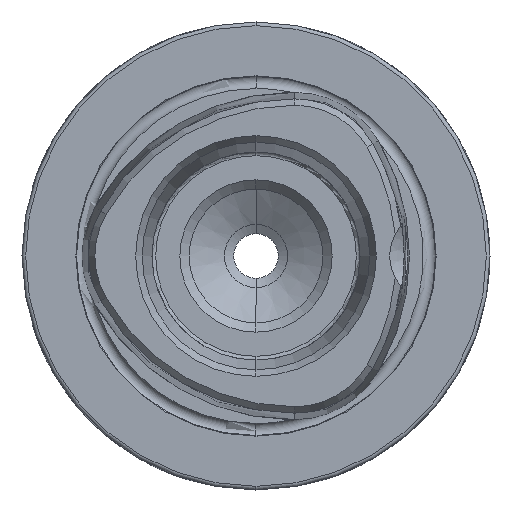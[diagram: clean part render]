
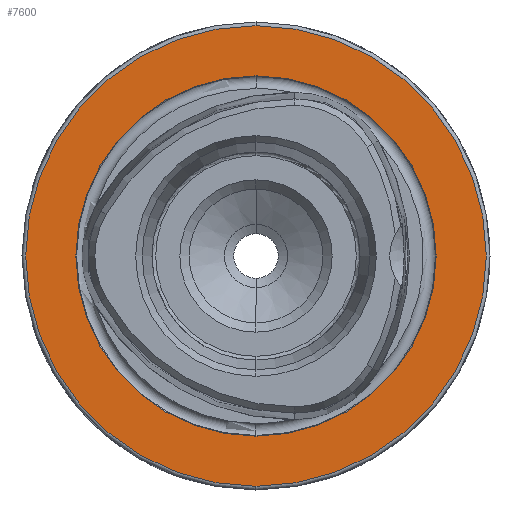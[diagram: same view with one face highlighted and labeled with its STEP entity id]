
A CAD part, left-side view. The second image highlights one B-rep face of the part: STEP entity #7600.
In plain terms, the highlighted planar face has unit normal (-1, 0, 0).
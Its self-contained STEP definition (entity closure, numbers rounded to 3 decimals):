
#155 = CARTESIAN_POINT ( 'NONE',  ( 0., 0., 31. ) ) ;
#192 = FACE_BOUND ( 'NONE', #11251, .T. ) ;
#350 = CARTESIAN_POINT ( 'NONE',  ( 0., 0., 0. ) ) ;
#356 = CARTESIAN_POINT ( 'NONE',  ( 0., 0., 0. ) ) ;
#357 = CARTESIAN_POINT ( 'NONE',  ( 0., 0., 24.25 ) ) ;
#394 = EDGE_CURVE ( 'NONE', #1821, #10879, #7116, .T. ) ;
#1341 = DIRECTION ( 'NONE',  ( -1., 0., 0. ) ) ;
#1696 = AXIS2_PLACEMENT_3D ( 'NONE', #356, #10521, #3454 ) ;
#1715 = EDGE_CURVE ( 'NONE', #9760, #10922, #9766, .T. ) ;
#1741 = FACE_OUTER_BOUND ( 'NONE', #7963, .T. ) ;
#1821 = VERTEX_POINT ( 'NONE', #155 ) ;
#2309 = PLANE ( 'NONE',  #6745 ) ;
#2967 = ORIENTED_EDGE ( 'NONE', *, *, #394, .T. ) ;
#3454 = DIRECTION ( 'NONE',  ( 0., 0., 1. ) ) ;
#4357 = DIRECTION ( 'NONE',  ( 0., 0., 1. ) ) ;
#5252 = DIRECTION ( 'NONE',  ( -1., 0., 0. ) ) ;
#5410 = DIRECTION ( 'NONE',  ( -1., 0., 0. ) ) ;
#6304 = CARTESIAN_POINT ( 'NONE',  ( 0., 0., 0. ) ) ;
#6392 = DIRECTION ( 'NONE',  ( 1., 0., 0. ) ) ;
#6668 = CIRCLE ( 'NONE', #12410, 24.25 ) ;
#6683 = CIRCLE ( 'NONE', #9085, 31. ) ;
#6745 = AXIS2_PLACEMENT_3D ( 'NONE', #12498, #6392, #12577 ) ;
#7116 = CIRCLE ( 'NONE', #1696, 31. ) ;
#7600 = ADVANCED_FACE ( 'NONE', ( #192, #1741 ), #2309, .F. ) ;
#7963 = EDGE_LOOP ( 'NONE', ( #2967, #8313 ) ) ;
#8227 = AXIS2_PLACEMENT_3D ( 'NONE', #350, #5410, #8429 ) ;
#8313 = ORIENTED_EDGE ( 'NONE', *, *, #11709, .T. ) ;
#8429 = DIRECTION ( 'NONE',  ( 0., 0., 1. ) ) ;
#8546 = ORIENTED_EDGE ( 'NONE', *, *, #1715, .F. ) ;
#8835 = CARTESIAN_POINT ( 'NONE',  ( 0., 0., -31. ) ) ;
#9085 = AXIS2_PLACEMENT_3D ( 'NONE', #6304, #1341, #4357 ) ;
#9760 = VERTEX_POINT ( 'NONE', #357 ) ;
#9766 = CIRCLE ( 'NONE', #8227, 24.25 ) ;
#9982 = CARTESIAN_POINT ( 'NONE',  ( 0., 0., 0. ) ) ;
#10521 = DIRECTION ( 'NONE',  ( -1., 0., 0. ) ) ;
#10879 = VERTEX_POINT ( 'NONE', #8835 ) ;
#10922 = VERTEX_POINT ( 'NONE', #11148 ) ;
#11148 = CARTESIAN_POINT ( 'NONE',  ( 0., 0., -24.25 ) ) ;
#11251 = EDGE_LOOP ( 'NONE', ( #8546, #12268 ) ) ;
#11330 = DIRECTION ( 'NONE',  ( 0., 0., 1. ) ) ;
#11709 = EDGE_CURVE ( 'NONE', #10879, #1821, #6683, .T. ) ;
#12268 = ORIENTED_EDGE ( 'NONE', *, *, #12433, .F. ) ;
#12410 = AXIS2_PLACEMENT_3D ( 'NONE', #9982, #5252, #11330 ) ;
#12433 = EDGE_CURVE ( 'NONE', #10922, #9760, #6668, .T. ) ;
#12498 = CARTESIAN_POINT ( 'NONE',  ( 0., 24.25, 0. ) ) ;
#12577 = DIRECTION ( 'NONE',  ( 0., 0., -1. ) ) ;
